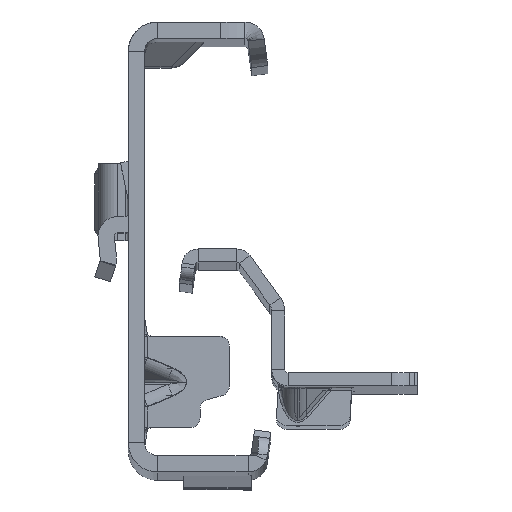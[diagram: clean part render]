
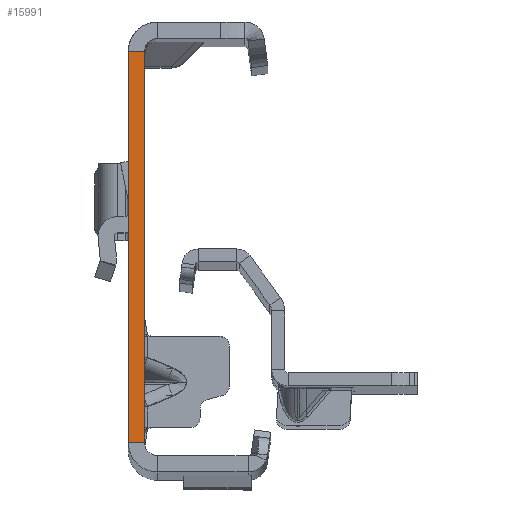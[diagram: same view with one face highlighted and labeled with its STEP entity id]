
A CAD part, top view. The second image highlights one B-rep face of the part: STEP entity #15991.
In plain terms, the highlighted planar face has unit normal (0, 0, 1).
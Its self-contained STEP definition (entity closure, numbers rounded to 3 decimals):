
#8 = DIRECTION ( 'NONE',  ( 1., 0., 0. ) ) ;
#615 = DIRECTION ( 'NONE',  ( 0., -1., 0. ) ) ;
#714 = CARTESIAN_POINT ( 'NONE',  ( 0., -32., 0. ) ) ;
#967 = LINE ( 'NONE', #17666, #13175 ) ;
#2604 = EDGE_CURVE ( 'NONE', #7831, #15308, #13581, .T. ) ;
#2728 = CARTESIAN_POINT ( 'NONE',  ( 0., 30., 0. ) ) ;
#2741 = VERTEX_POINT ( 'NONE', #4007 ) ;
#3148 = DIRECTION ( 'NONE',  ( 0., 0., 1. ) ) ;
#3331 = CARTESIAN_POINT ( 'NONE',  ( 0., 30., 0. ) ) ;
#3718 = EDGE_CURVE ( 'NONE', #2741, #7822, #6206, .T. ) ;
#4007 = CARTESIAN_POINT ( 'NONE',  ( -2.5, 30., 0. ) ) ;
#5840 = AXIS2_PLACEMENT_3D ( 'NONE', #8449, #3148, #8 ) ;
#6206 = LINE ( 'NONE', #15976, #16512 ) ;
#7261 = ORIENTED_EDGE ( 'NONE', *, *, #9992, .T. ) ;
#7415 = LINE ( 'NONE', #3331, #9576 ) ;
#7822 = VERTEX_POINT ( 'NONE', #10864 ) ;
#7831 = VERTEX_POINT ( 'NONE', #2728 ) ;
#8112 = EDGE_CURVE ( 'NONE', #15308, #7822, #967, .T. ) ;
#8449 = CARTESIAN_POINT ( 'NONE',  ( -2.5, -32., 0. ) ) ;
#9576 = VECTOR ( 'NONE', #14451, 1000. ) ;
#9992 = EDGE_CURVE ( 'NONE', #7831, #2741, #7415, .T. ) ;
#10185 = EDGE_LOOP ( 'NONE', ( #14305, #7261, #10396, #10770 ) ) ;
#10396 = ORIENTED_EDGE ( 'NONE', *, *, #3718, .T. ) ;
#10770 = ORIENTED_EDGE ( 'NONE', *, *, #8112, .F. ) ;
#10864 = CARTESIAN_POINT ( 'NONE',  ( -2.5, -30., 0. ) ) ;
#11954 = CARTESIAN_POINT ( 'NONE',  ( 0., -30., 0. ) ) ;
#12206 = DIRECTION ( 'NONE',  ( -1., 0., 0. ) ) ;
#12632 = FACE_OUTER_BOUND ( 'NONE', #10185, .T. ) ;
#13175 = VECTOR ( 'NONE', #12206, 1000. ) ;
#13581 = LINE ( 'NONE', #714, #16220 ) ;
#14305 = ORIENTED_EDGE ( 'NONE', *, *, #2604, .F. ) ;
#14451 = DIRECTION ( 'NONE',  ( -1., 0., 0. ) ) ;
#15308 = VERTEX_POINT ( 'NONE', #11954 ) ;
#15461 = PLANE ( 'NONE',  #5840 ) ;
#15976 = CARTESIAN_POINT ( 'NONE',  ( -2.5, -32., 0. ) ) ;
#15991 = ADVANCED_FACE ( 'NONE', ( #12632 ), #15461, .T. ) ;
#16079 = DIRECTION ( 'NONE',  ( 0., -1., 0. ) ) ;
#16220 = VECTOR ( 'NONE', #16079, 1000. ) ;
#16512 = VECTOR ( 'NONE', #615, 1000. ) ;
#17666 = CARTESIAN_POINT ( 'NONE',  ( 0., -30., 0. ) ) ;
